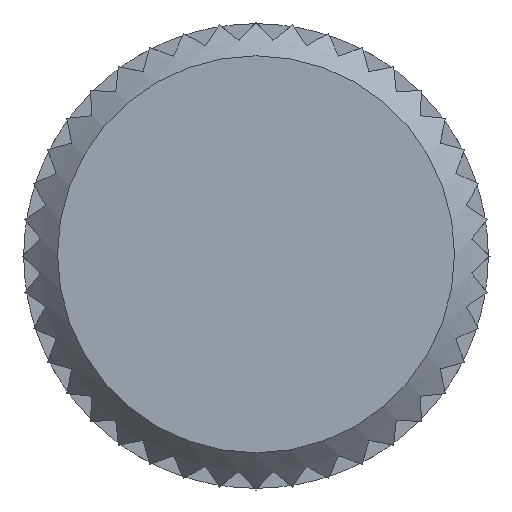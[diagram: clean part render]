
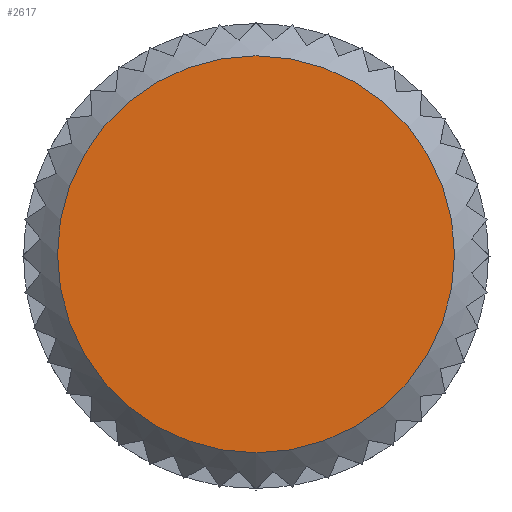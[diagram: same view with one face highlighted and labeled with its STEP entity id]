
A CAD part, left-side view. The second image highlights one B-rep face of the part: STEP entity #2617.
In plain terms, the highlighted planar face has unit normal (-1, 0, 0).
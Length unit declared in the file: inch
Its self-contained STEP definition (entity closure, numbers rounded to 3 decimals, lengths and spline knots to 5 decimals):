
#496=PLANE($,#2786);
#741=FACE_OUTER_BOUND($,#907,.T.);
#907=EDGE_LOOP($,(#1886));
#1072=CIRCLE($,#2785,0.05344);
#1156=VERTEX_POINT($,#3772);
#1400=EDGE_CURVE($,#1156,#1156,#1072,.T.);
#1886=ORIENTED_EDGE($,*,*,#1400,.T.);
#2617=ADVANCED_FACE($,(#741),#496,.F.);
#2785=AXIS2_PLACEMENT_3D($,#3773,#3036,#3037);
#2786=AXIS2_PLACEMENT_3D($,#4654,#3038,#3039);
#3036=DIRECTION('center_axis',(-1.,0.,0.));
#3037=DIRECTION('ref_axis',(0.,0.,1.));
#3038=DIRECTION('center_axis',(1.,0.,0.));
#3039=DIRECTION('ref_axis',(0.,0.,-1.));
#3772=CARTESIAN_POINT('',(-0.3937,0.,-0.05299));
#3773=CARTESIAN_POINT('Origin',(-0.3937,0.,0.00045));
#4654=CARTESIAN_POINT('Origin',(-0.3937,-0.00273,0.06));
